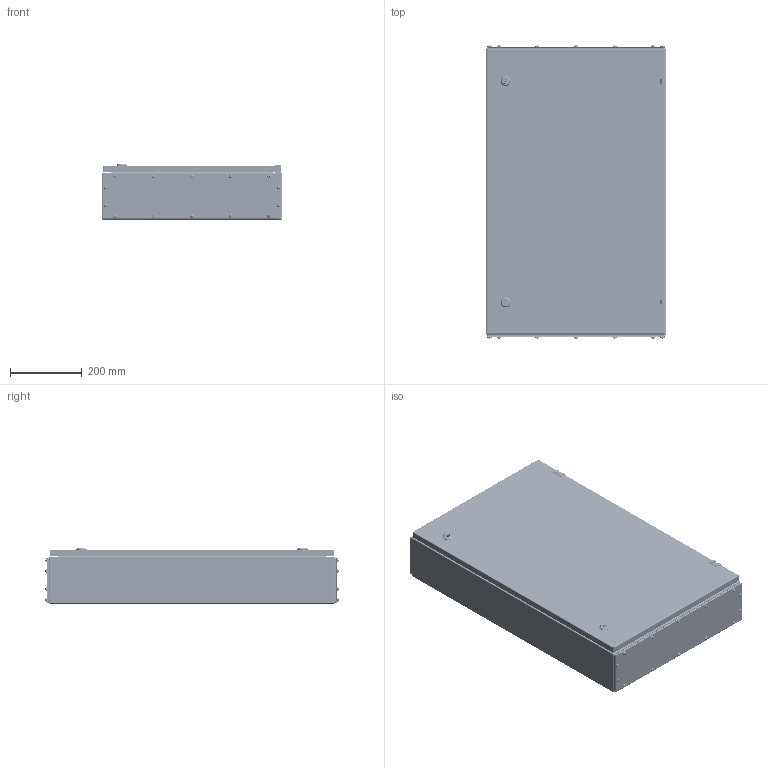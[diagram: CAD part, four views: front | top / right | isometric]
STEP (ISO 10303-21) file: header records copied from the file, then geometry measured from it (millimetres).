
FILE_DESCRIPTION (( 'STEP AP214' ), '1' );
FILE_NAME ('10.050.080.15.STEP', '2024-05-29T03:30:27', ( '' ), ( '' ), 'SwSTEP 2.0', 'SolidWorks 2021', '' );
FILE_SCHEMA (( 'AUTOMOTIVE_DESIGN' ));
Length unit declared in the file: millimetre
Products named in the file (25): 8SJ_S1B_0001.stp; Øïèëüêà ïðèâàðíàÿ Ì6õ20; Áîëò Ì6õ10 ñ øåñòèãðàííîé ãîëîâêîé ñ ïðåññøàéáîé; Ïåðåìû÷êà êàðêàñà W500; 8SJ_MS705_0760.stp; Çàêëåïêà ðåçüáîâàÿ Ì8 øåñòèãðàííàÿ ñ óìåíüøåííûì áîðòîì; Âèíò DIN 967 Ì5õ16 ñ ïîëóêðóãëîé ãîëîâêîé ñ êðåñòîîáðàçíûì øëèöåì; Çàêëåïêà ðåçüáîâàÿ Ì5 øåñòèãðàííàÿ ñ óìåíüøåííûì áîðòîì; Ãàñêåòèíã äâåðè W500H800; Ïðîêëàäêà êðûøêè W500D150; Êîðïóñ øêàôà W500H800D150; ﾄ粢 ﾑﾁ W500H800; Øïèëüêà ïðèâàðíàÿ Ì6õ10; Êàðêàñ øêàôà W500H800D150; 8SJ_MS705-1_0040.stp; Øïèëüêà ïðèâàðíàÿ Ì6õ15; ﾇ瑟鶴 ﾀﾑ ms1000-3M.stp; SW6X8.stp; 嵑謺麃 檐; Ðåéêà H800; 8SJ_MS705_0010.stp; Äâåðíîå ïîëîòíî W500H800; 署赅 W500D150; 8SJ_MS705_0510.stp; 10.050.080.15
Assembly tree (95 placements, depth 4):
  10.050.080.15
    Êàðêàñ øêàôà W500H800D150
      Êîðïóñ øêàôà W500H800D150
      Ïåðåìû÷êà êàðêàñà W500  x2
      Øïèëüêà ïðèâàðíàÿ Ì6õ15  x4
      Øïèëüêà ïðèâàðíàÿ Ì6õ20  x4
    署赅 W500D150  x2
    Ïðîêëàäêà êðûøêè W500D150  x2
    ﾄ粢 ﾑﾁ W500H800
      Äâåðíîå ïîëîòíî W500H800
      Ðåéêà H800  x2
      Ãàñêåòèíã äâåðè W500H800
      Øïèëüêà ïðèâàðíàÿ Ì6õ10  x2
      ﾇ瑟鶴 ﾀﾑ ms1000-3M.stp  x2
        8SJ_MS705_0010.stp
        8SJ_MS705_0510.stp
        8SJ_MS705_0760.stp
        8SJ_S1B_0001.stp
        8SJ_MS705-1_0040.stp
        SW6X8.stp
    嵑謺麃 檐  x2
    Áîëò Ì6õ10 ñ øåñòèãðàííîé ãîëîâêîé ñ ïðåññøàéáîé  x2
    Çàêëåïêà ðåçüáîâàÿ Ì5 øåñòèãðàííàÿ ñ óìåíüøåííûì áîðòîì  x28
    Âèíò DIN 967 Ì5õ16 ñ ïîëóêðóãëîé ãîëîâêîé ñ êðåñòîîáðàçíûì øëèöåì  x28
    Çàêëåïêà ðåçüáîâàÿ Ì8 øåñòèãðàííàÿ ñ óìåíüøåííûì áîðòîì  x4
Bounding box: 500 x 815.11 x 154.65 mm (x, y, z)
Volume: 1724032.1 mm3; surface area: 3008168.1 mm2
Topology: 95 solids, 107 shells, 6159 faces, 15615 edges, 9712 vertices
Faces by surface type: plane 2551, cylinder 2223, bspline 683, cone 292, torus 242, sphere 168
Entity records: 85028 total; most frequent: CARTESIAN_POINT 42162, ORIENTED_EDGE 9172, DIRECTION 7731, EDGE_CURVE 4592, VERTEX_POINT 2843, AXIS2_PLACEMENT_3D 2626, VECTOR 2479, LINE 2479
